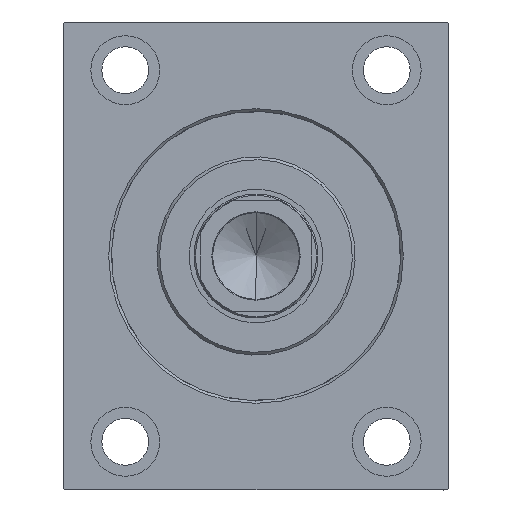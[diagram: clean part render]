
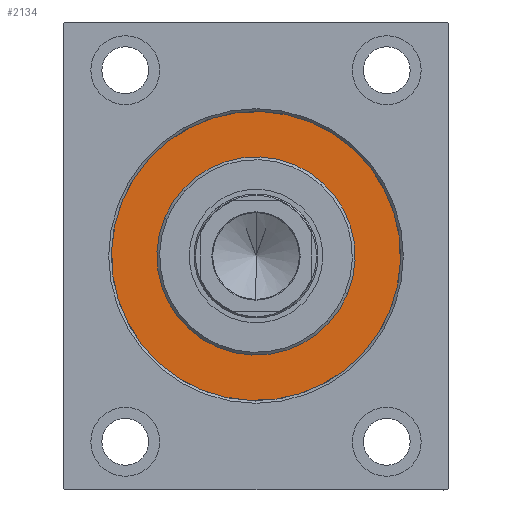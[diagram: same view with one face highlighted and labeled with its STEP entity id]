
A CAD part, left-side view. The second image highlights one B-rep face of the part: STEP entity #2134.
In plain terms, the highlighted face is planar.
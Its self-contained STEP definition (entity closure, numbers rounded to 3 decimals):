
#393 = PLANE ( 'NONE',  #23465 ) ;
#531 = CIRCLE ( 'NONE', #29373, 36. ) ;
#1253 = CARTESIAN_POINT ( 'NONE',  ( 0., 0., 0. ) ) ;
#1868 = CARTESIAN_POINT ( 'NONE',  ( 0., 0., 0. ) ) ;
#2134 = ADVANCED_FACE ( 'NONE', ( #31425, #24451 ), #393, .F. ) ;
#2221 = CIRCLE ( 'NONE', #8673, 52.5 ) ;
#4497 = CARTESIAN_POINT ( 'NONE',  ( 0., 0., -36. ) ) ;
#5446 = DIRECTION ( 'NONE',  ( 0., 0., -1. ) ) ;
#7139 = EDGE_CURVE ( 'NONE', #14920, #29656, #531, .T. ) ;
#7994 = DIRECTION ( 'NONE',  ( 0., 0., -1. ) ) ;
#8664 = DIRECTION ( 'NONE',  ( -1., 0., 0. ) ) ;
#8673 = AXIS2_PLACEMENT_3D ( 'NONE', #28703, #8664, #38612 ) ;
#9321 = ORIENTED_EDGE ( 'NONE', *, *, #7139, .F. ) ;
#11631 = CARTESIAN_POINT ( 'NONE',  ( 0., 0., 0. ) ) ;
#12603 = ORIENTED_EDGE ( 'NONE', *, *, #27373, .F. ) ;
#13337 = EDGE_LOOP ( 'NONE', ( #44466, #19643 ) ) ;
#14334 = DIRECTION ( 'NONE',  ( -1., 0., 0. ) ) ;
#14920 = VERTEX_POINT ( 'NONE', #4497 ) ;
#15336 = EDGE_CURVE ( 'NONE', #36436, #25507, #20851, .T. ) ;
#16156 = CARTESIAN_POINT ( 'NONE',  ( 0., 0., 52.5 ) ) ;
#19643 = ORIENTED_EDGE ( 'NONE', *, *, #36723, .F. ) ;
#20851 = CIRCLE ( 'NONE', #28045, 52.5 ) ;
#22418 = DIRECTION ( 'NONE',  ( -1., 0., 0. ) ) ;
#23465 = AXIS2_PLACEMENT_3D ( 'NONE', #11631, #14334, #35024 ) ;
#24050 = CARTESIAN_POINT ( 'NONE',  ( 0., 0., -52.5 ) ) ;
#24451 = FACE_OUTER_BOUND ( 'NONE', #13337, .T. ) ;
#25092 = DIRECTION ( 'NONE',  ( 1., 0., 0. ) ) ;
#25487 = DIRECTION ( 'NONE',  ( 1., 0., 0. ) ) ;
#25507 = VERTEX_POINT ( 'NONE', #16156 ) ;
#26395 = AXIS2_PLACEMENT_3D ( 'NONE', #1253, #25092, #7994 ) ;
#27373 = EDGE_CURVE ( 'NONE', #29656, #14920, #31440, .T. ) ;
#28045 = AXIS2_PLACEMENT_3D ( 'NONE', #28505, #22418, #35260 ) ;
#28505 = CARTESIAN_POINT ( 'NONE',  ( 0., 0., 0. ) ) ;
#28703 = CARTESIAN_POINT ( 'NONE',  ( 0., 0., 0. ) ) ;
#29373 = AXIS2_PLACEMENT_3D ( 'NONE', #1868, #25487, #5446 ) ;
#29656 = VERTEX_POINT ( 'NONE', #31209 ) ;
#31209 = CARTESIAN_POINT ( 'NONE',  ( 0., 0., 36. ) ) ;
#31425 = FACE_BOUND ( 'NONE', #35838, .T. ) ;
#31440 = CIRCLE ( 'NONE', #26395, 36. ) ;
#35024 = DIRECTION ( 'NONE',  ( 0., 0., 1. ) ) ;
#35260 = DIRECTION ( 'NONE',  ( 0., 0., 1. ) ) ;
#35838 = EDGE_LOOP ( 'NONE', ( #12603, #9321 ) ) ;
#36436 = VERTEX_POINT ( 'NONE', #24050 ) ;
#36723 = EDGE_CURVE ( 'NONE', #25507, #36436, #2221, .T. ) ;
#38612 = DIRECTION ( 'NONE',  ( 0., 0., 1. ) ) ;
#44466 = ORIENTED_EDGE ( 'NONE', *, *, #15336, .F. ) ;
